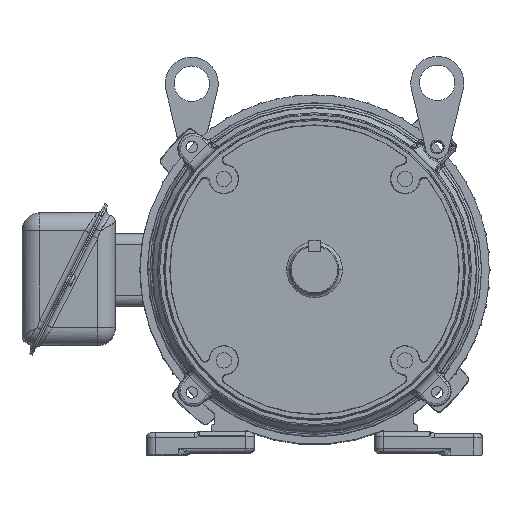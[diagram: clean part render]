
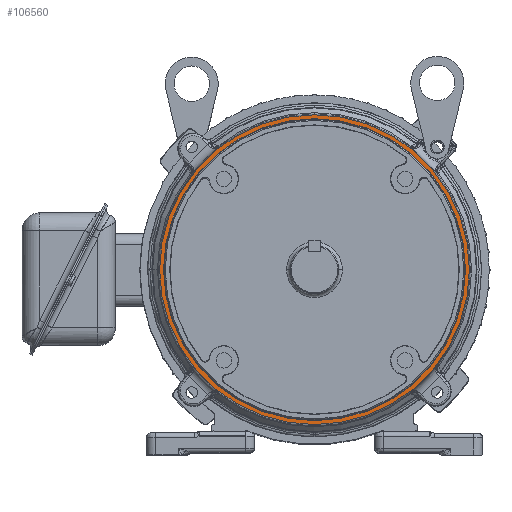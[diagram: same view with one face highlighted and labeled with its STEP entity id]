
A CAD part, top view. The second image highlights one B-rep face of the part: STEP entity #106560.
In plain terms, the highlighted planar face has unit normal (0, 0, 1).
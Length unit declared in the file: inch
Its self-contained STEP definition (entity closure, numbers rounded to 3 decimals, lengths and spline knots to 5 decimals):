
#1623 = DIRECTION ( 'NONE',  ( 0., 0., -1. ) ) ;
#4630 = CARTESIAN_POINT ( 'NONE',  ( 0., 0., 6.938 ) ) ;
#6008 = DIRECTION ( 'NONE',  ( -1., 0., 0. ) ) ;
#8529 = ORIENTED_EDGE ( 'NONE', *, *, #57063, .F. ) ;
#10205 = CIRCLE ( 'NONE', #44542, 4.37702 ) ;
#10972 = DIRECTION ( 'NONE',  ( -1., 0., 0. ) ) ;
#14377 = CARTESIAN_POINT ( 'NONE',  ( 0., 0., 6.938 ) ) ;
#15052 = EDGE_CURVE ( 'NONE', #101992, #92863, #75570, .T. ) ;
#24489 = PLANE ( 'NONE',  #70364 ) ;
#24842 = DIRECTION ( 'NONE',  ( 0., 0., -1. ) ) ;
#26867 = CARTESIAN_POINT ( 'NONE',  ( 0., 0., 6.938 ) ) ;
#32738 = AXIS2_PLACEMENT_3D ( 'NONE', #124357, #63157, #84028 ) ;
#32991 = EDGE_LOOP ( 'NONE', ( #55538, #98855 ) ) ;
#44403 = DIRECTION ( 'NONE',  ( -1., 0., 0. ) ) ;
#44542 = AXIS2_PLACEMENT_3D ( 'NONE', #90423, #102510, #10972 ) ;
#45025 = CARTESIAN_POINT ( 'NONE',  ( -4.37702, 0., 6.938 ) ) ;
#45089 = AXIS2_PLACEMENT_3D ( 'NONE', #26867, #67941, #6008 ) ;
#55538 = ORIENTED_EDGE ( 'NONE', *, *, #132215, .T. ) ;
#57063 = EDGE_CURVE ( 'NONE', #101041, #120278, #10205, .T. ) ;
#60124 = CIRCLE ( 'NONE', #45089, 4.266 ) ;
#63157 = DIRECTION ( 'NONE',  ( 0., 0., -1. ) ) ;
#64902 = AXIS2_PLACEMENT_3D ( 'NONE', #4630, #24842, #44403 ) ;
#64913 = FACE_OUTER_BOUND ( 'NONE', #66150, .T. ) ;
#66150 = EDGE_LOOP ( 'NONE', ( #8529, #77891 ) ) ;
#67941 = DIRECTION ( 'NONE',  ( 0., 0., -1. ) ) ;
#70364 = AXIS2_PLACEMENT_3D ( 'NONE', #14377, #1623, #116039 ) ;
#74742 = CARTESIAN_POINT ( 'NONE',  ( 4.266, 0., 6.938 ) ) ;
#75570 = CIRCLE ( 'NONE', #64902, 4.266 ) ;
#77891 = ORIENTED_EDGE ( 'NONE', *, *, #87082, .F. ) ;
#80118 = CARTESIAN_POINT ( 'NONE',  ( 4.37702, 0., 6.938 ) ) ;
#82067 = CARTESIAN_POINT ( 'NONE',  ( -4.266, 0., 6.938 ) ) ;
#84028 = DIRECTION ( 'NONE',  ( -1., 0., 0. ) ) ;
#87082 = EDGE_CURVE ( 'NONE', #120278, #101041, #110164, .T. ) ;
#90423 = CARTESIAN_POINT ( 'NONE',  ( 0., 0., 6.938 ) ) ;
#92863 = VERTEX_POINT ( 'NONE', #82067 ) ;
#98855 = ORIENTED_EDGE ( 'NONE', *, *, #15052, .T. ) ;
#101041 = VERTEX_POINT ( 'NONE', #45025 ) ;
#101992 = VERTEX_POINT ( 'NONE', #74742 ) ;
#102510 = DIRECTION ( 'NONE',  ( 0., 0., -1. ) ) ;
#106560 = ADVANCED_FACE ( 'NONE', ( #64913, #116684 ), #24489, .F. ) ;
#110164 = CIRCLE ( 'NONE', #32738, 4.37702 ) ;
#116039 = DIRECTION ( 'NONE',  ( -1., 0., 0. ) ) ;
#116684 = FACE_BOUND ( 'NONE', #32991, .T. ) ;
#120278 = VERTEX_POINT ( 'NONE', #80118 ) ;
#124357 = CARTESIAN_POINT ( 'NONE',  ( 0., 0., 6.938 ) ) ;
#132215 = EDGE_CURVE ( 'NONE', #92863, #101992, #60124, .T. ) ;
